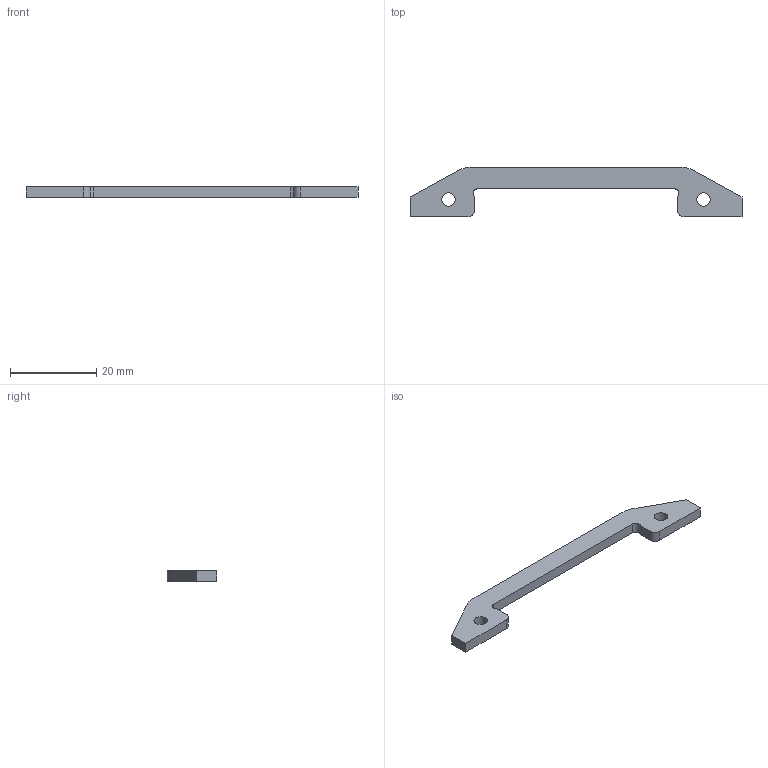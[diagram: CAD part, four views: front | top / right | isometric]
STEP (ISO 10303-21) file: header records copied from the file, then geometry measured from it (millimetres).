
FILE_DESCRIPTION(('FreeCAD Model'),'2;1');
FILE_NAME('Open CASCADE Shape Model','2023-06-24T10:43:23',(''),(''), 'Open CASCADE STEP processor 7.6','FreeCAD','Unknown');
FILE_SCHEMA(('AUTOMOTIVE_DESIGN { 1 0 10303 214 1 1 1 1 }'));
Length unit declared in the file: millimetre
Products named in the file (1): Pad040005560
Bounding box: 76.8 x 11.5 x 2.5 mm (x, y, z)
Volume: 1184.5 mm3; surface area: 1440.9 mm2
Topology: 1 solids, 1 shells, 20 faces, 54 edges, 36 vertices
Faces by surface type: plane 12, cylinder 8
Full cylindrical faces by diameter (mm): 3.1 x2
Entity records: 1366 total; most frequent: DIRECTION 220, CARTESIAN_POINT 219, LINE 130, VECTOR 130, ORIENTED_EDGE 108, PCURVE 108, DEFINITIONAL_REPRESENTATION 108, EDGE_CURVE 54
